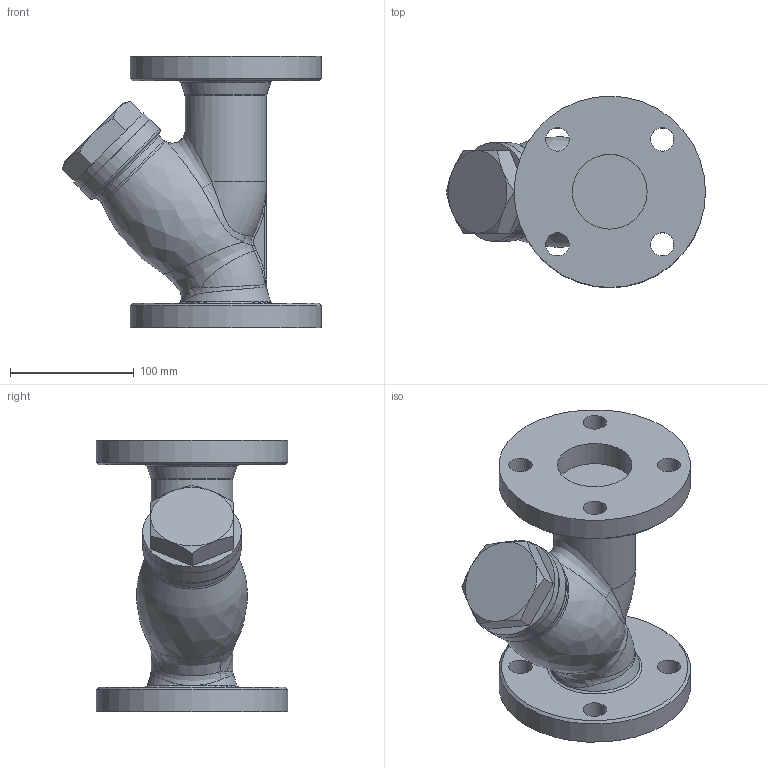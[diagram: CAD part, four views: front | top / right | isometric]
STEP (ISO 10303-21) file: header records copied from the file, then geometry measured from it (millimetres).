
FILE_DESCRIPTION((''),'2;1');
FILE_NAME('yf000-050-jis10-00.stp','2012-07-13T16:19:45',('nakaot'),(''),'Autodesk Inventor 2012','Autodesk Inventor 2012','');
FILE_SCHEMA(('AUTOMOTIVE_DESIGN { 1 0 10303 214 1 1 1 1 }'));
Length unit declared in the file: millimetre
Products named in the file (1): yf000-050-jis10-00
Bounding box: 209.72 x 155 x 220 mm (x, y, z)
Volume: 1783021.7 mm3; surface area: 172757.8 mm2
Topology: 1 solids, 1 shells, 97 faces, 230 edges, 140 vertices
Faces by surface type: bspline 33, cylinder 21, plane 20, torus 13, cone 10
Full cylindrical faces by diameter (mm): 19 x8, 25 x1, 60.5 x2, 66 x1, 72 x1, 80 x2, 155 x2
Entity records: 3862 total; most frequent: CARTESIAN_POINT 1969, ORIENTED_EDGE 376, DIRECTION 331, EDGE_CURVE 188, AXIS2_PLACEMENT_3D 156, EDGE_LOOP 148, VERTEX_POINT 128, FACE_OUTER_BOUND 97
